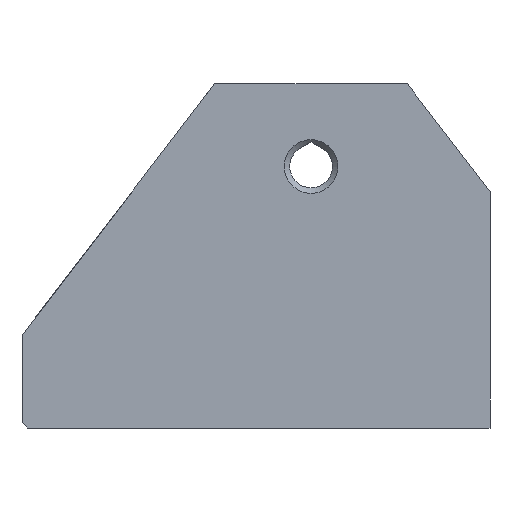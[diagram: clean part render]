
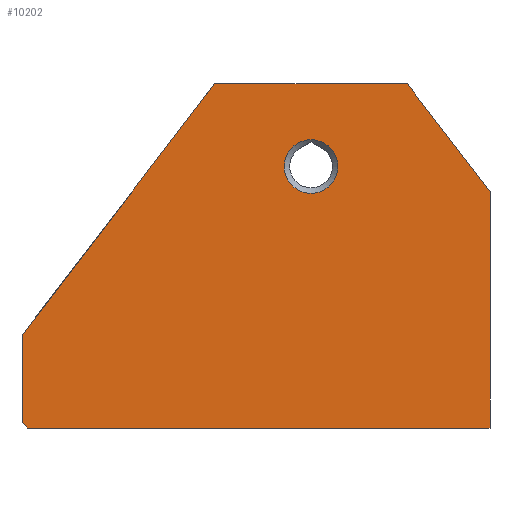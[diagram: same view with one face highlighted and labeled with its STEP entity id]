
A CAD part, left-side view. The second image highlights one B-rep face of the part: STEP entity #10202.
In plain terms, the highlighted planar face has unit normal (-1, 0, 0).
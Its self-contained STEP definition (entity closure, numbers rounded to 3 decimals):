
#25=FACE_BOUND('',#847,.T.);
#44=CIRCLE('',#11012,1.95);
#62=FACE_OUTER_BOUND('',#846,.T.);
#846=EDGE_LOOP('',(#6594,#6595,#6596,#6597,#6598,#6599,#6600));
#847=EDGE_LOOP('',(#6601));
#1649=LINE('',#14857,#3061);
#1650=LINE('',#14859,#3062);
#1651=LINE('',#14861,#3063);
#1652=LINE('',#14863,#3064);
#1653=LINE('',#14865,#3065);
#1654=LINE('',#14867,#3066);
#1655=LINE('',#14868,#3067);
#3061=VECTOR('',#11839,10.);
#3062=VECTOR('',#11840,10.);
#3063=VECTOR('',#11841,10.);
#3064=VECTOR('',#11842,10.);
#3065=VECTOR('',#11843,10.);
#3066=VECTOR('',#11844,10.);
#3067=VECTOR('',#11845,10.);
#4475=VERTEX_POINT('',#14847);
#4477=VERTEX_POINT('',#14855);
#4478=VERTEX_POINT('',#14856);
#4479=VERTEX_POINT('',#14858);
#4480=VERTEX_POINT('',#14860);
#4481=VERTEX_POINT('',#14862);
#4482=VERTEX_POINT('',#14864);
#4483=VERTEX_POINT('',#14866);
#5152=EDGE_CURVE('',#4475,#4475,#44,.T.);
#5155=EDGE_CURVE('',#4477,#4478,#1649,.T.);
#5156=EDGE_CURVE('',#4479,#4478,#1650,.T.);
#5157=EDGE_CURVE('',#4480,#4479,#1651,.T.);
#5158=EDGE_CURVE('',#4481,#4480,#1652,.T.);
#5159=EDGE_CURVE('',#4481,#4482,#1653,.T.);
#5160=EDGE_CURVE('',#4482,#4483,#1654,.T.);
#5161=EDGE_CURVE('',#4477,#4483,#1655,.T.);
#6594=ORIENTED_EDGE('',*,*,#5155,.T.);
#6595=ORIENTED_EDGE('',*,*,#5156,.F.);
#6596=ORIENTED_EDGE('',*,*,#5157,.F.);
#6597=ORIENTED_EDGE('',*,*,#5158,.F.);
#6598=ORIENTED_EDGE('',*,*,#5159,.T.);
#6599=ORIENTED_EDGE('',*,*,#5160,.T.);
#6600=ORIENTED_EDGE('',*,*,#5161,.F.);
#6601=ORIENTED_EDGE('',*,*,#5152,.F.);
#9423=PLANE('',#11016);
#10202=ADVANCED_FACE('',(#62,#25),#9423,.T.);
#11012=AXIS2_PLACEMENT_3D('',#14849,#11829,#11830);
#11016=AXIS2_PLACEMENT_3D('',#14854,#11837,#11838);
#11829=DIRECTION('center_axis',(-1.,0.,0.));
#11830=DIRECTION('ref_axis',(0.,1.,0.));
#11837=DIRECTION('center_axis',(-1.,0.,0.));
#11838=DIRECTION('ref_axis',(0.,0.,1.));
#11839=DIRECTION('',(0.,0.609,-0.793));
#11840=DIRECTION('',(0.,0.,1.));
#11841=DIRECTION('',(0.,0.707,0.707));
#11842=DIRECTION('',(0.,1.,0.));
#11843=DIRECTION('',(0.,0.,1.));
#11844=DIRECTION('',(0.,0.609,0.793));
#11845=DIRECTION('',(0.,-1.,0.));
#14847=CARTESIAN_POINT('',(-11.5,-3.25,0.));
#14849=CARTESIAN_POINT('Origin',(-11.5,-1.3,0.));
#14854=CARTESIAN_POINT('Origin',(-11.5,2.8,-1.617));
#14855=CARTESIAN_POINT('',(-11.5,5.7,6.));
#14856=CARTESIAN_POINT('',(-11.5,19.7,-12.245));
#14857=CARTESIAN_POINT('',(-11.5,14.002,-4.819));
#14858=CARTESIAN_POINT('',(-11.5,19.7,-18.6));
#14859=CARTESIAN_POINT('',(-11.5,19.7,-18.6));
#14860=CARTESIAN_POINT('',(-11.5,19.3,-19.));
#14861=CARTESIAN_POINT('',(-11.5,19.3,-19.));
#14862=CARTESIAN_POINT('',(-11.5,-14.3,-19.));
#14863=CARTESIAN_POINT('',(-11.5,2.638,-19.));
#14864=CARTESIAN_POINT('',(-11.5,-14.3,-1.819));
#14865=CARTESIAN_POINT('',(-11.5,-14.3,-19.));
#14866=CARTESIAN_POINT('',(-11.5,-8.3,6.));
#14867=CARTESIAN_POINT('',(-11.5,-14.3,-1.819));
#14868=CARTESIAN_POINT('',(-11.5,4.728,6.));
